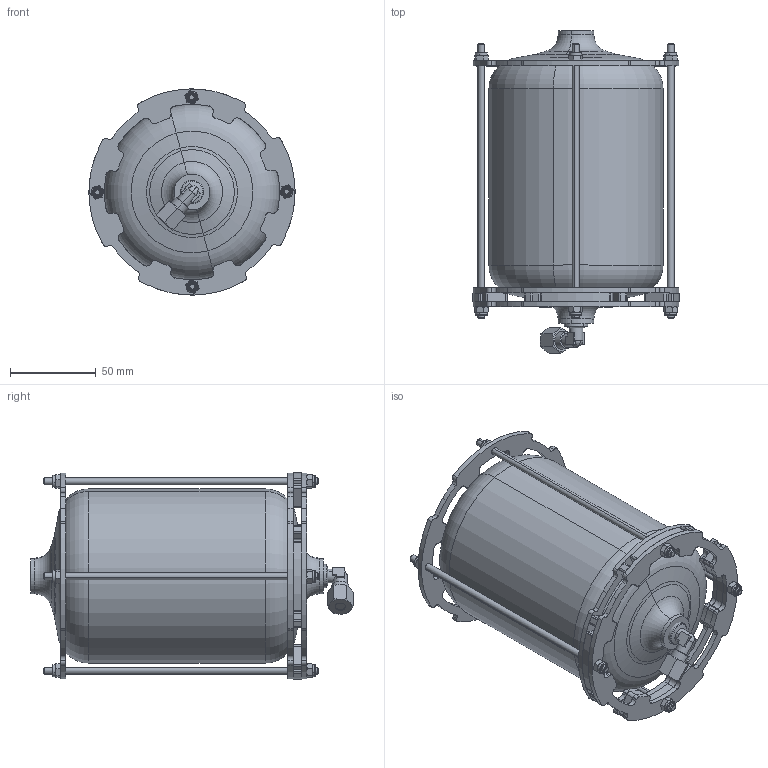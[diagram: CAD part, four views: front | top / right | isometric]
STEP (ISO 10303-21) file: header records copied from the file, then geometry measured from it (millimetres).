
FILE_DESCRIPTION(/* description */ ('VariCAD 2023-1.05 AP-214'),/* implementation_level */ '2;1');
FILE_NAME(/* name */ 'P11_Alu_Fuel_Tank.stp',/* time_stamp */ '2024-10-17T21:17:43+03:00',/* author */ (''),/* organization */ (''),/* preprocessor_version */ 'VariCAD 2023-1.05',/* originating_system */ 'VariCAD 2023-1.05; kernel version (20180118)',/* authorisation */ '');
FILE_SCHEMA(('AUTOMOTIVE_DESIGN'));
Length unit declared in the file: millimetre
Products named in the file (23): P11_Alu_Fuel_Tank; Sub_P15_Bracket_Spacer; P78_Diffusor; Fastener_Locknut_M4_M4 NYLOC; P12_6mm_G-1-4_Elbow; Fastener_ThreadedRod_M4_160; P14_P15_Fuel_Tank_Bracket
Assembly tree (22 placements, depth 2):
  P11_Alu_Fuel_Tank
    Sub_P15_Bracket_Spacer
    Sub_P15_Bracket_Spacer
    Sub_P15_Bracket_Spacer
    Sub_P15_Bracket_Spacer
    P78_Diffusor
    Fastener_Locknut_M4_M4 NYLOC
    Fastener_Locknut_M4_M4 NYLOC
    Fastener_Locknut_M4_M4 NYLOC
    Fastener_Locknut_M4_M4 NYLOC
    Fastener_Locknut_M4_M4 NYLOC
    Fastener_Locknut_M4_M4 NYLOC
    Fastener_Locknut_M4_M4 NYLOC
    Fastener_Locknut_M4_M4 NYLOC
    P12_6mm_G-1-4_Elbow
    Fastener_ThreadedRod_M4_160
    Fastener_ThreadedRod_M4_160
    Fastener_ThreadedRod_M4_160
    Fastener_ThreadedRod_M4_160
    P11_Alu_Fuel_Tank
    P14_P15_Fuel_Tank_Bracket
    P14_P15_Fuel_Tank_Bracket
    P14_P15_Fuel_Tank_Bracket
Bounding box: 120 x 187.51 x 120 mm (x, y, z)
Volume: 273587.5 mm3; surface area: 154089.7 mm2
Topology: 22 solids, 22 shells, 911 faces, 2353 edges, 1493 vertices
Faces by surface type: cylinder 486, plane 221, cone 148, torus 54, sphere 2
Entity records: 29852 total; most frequent: CARTESIAN_POINT 6165, DIRECTION 5262, ORIENTED_EDGE 4702, EDGE_CURVE 2351, AXIS2_PLACEMENT_3D 2187, VERTEX_POINT 1493, CIRCLE 1209, EDGE_LOOP 988
